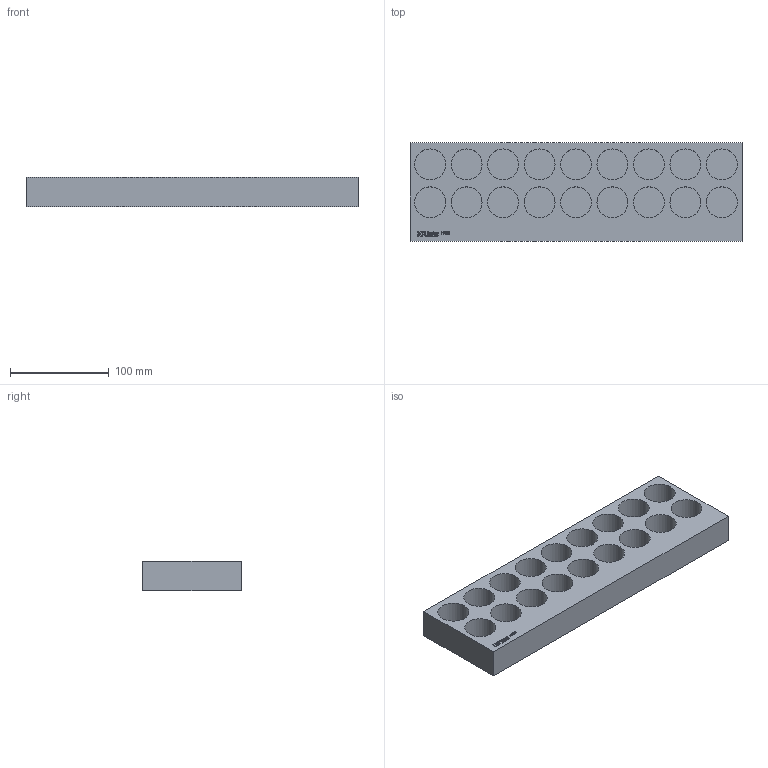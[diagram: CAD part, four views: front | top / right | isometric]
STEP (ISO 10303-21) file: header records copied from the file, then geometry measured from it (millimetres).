
FILE_DESCRIPTION( ( 'Unknown' ), '1' );
FILE_NAME( '712132000-C.stp', 'Unknown', ( 'Unknown' ), ( 'Unknown' ), 'PSStep 15.0.49', 'Unknown', ' ' );
FILE_SCHEMA( ( 'AUTOMOTIVE_DESIGN { 1 0 10303 214 1 1 1 1 }' ) );
Length unit declared in the file: millimetre
Products named in the file (1): 1
Bounding box: 337 x 100 x 30 mm (x, y, z)
Volume: 669498.4 mm3; surface area: 137142.1 mm2
Topology: 1 solids, 1 shells, 158 faces, 369 edges, 246 vertices
Faces by surface type: plane 110, extrusion 30, cylinder 18
Full cylindrical faces by diameter (mm): 31.4 x18
Entity records: 7271 total; most frequent: CARTESIAN_POINT 2508, ORIENTED_EDGE 702, DIRECTION 615, EDGE_CURVE 351, VECTOR 285, LINE 255, VERTEX_POINT 246, EDGE_LOOP 209
